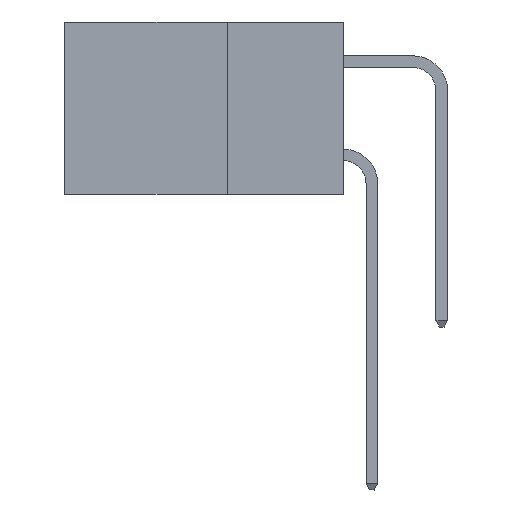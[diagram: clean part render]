
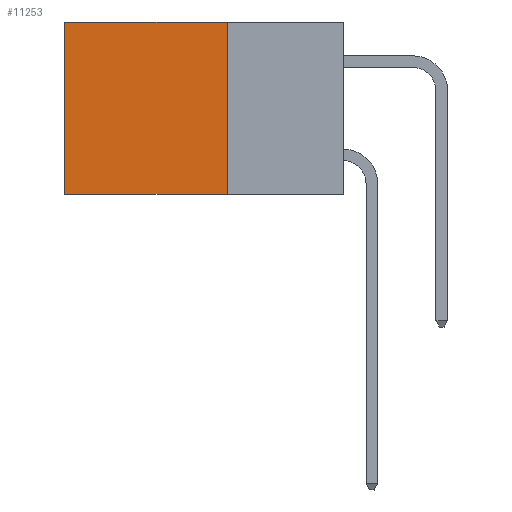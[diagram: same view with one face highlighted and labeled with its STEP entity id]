
A CAD part, left-side view. The second image highlights one B-rep face of the part: STEP entity #11253.
In plain terms, the highlighted planar face has unit normal (-1, 0, 0).
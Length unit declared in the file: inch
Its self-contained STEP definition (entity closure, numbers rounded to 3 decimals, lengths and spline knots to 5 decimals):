
#277 = LINE ( 'NONE', #3896, #4085 ) ;
#563 = VECTOR ( 'NONE', #9318, 39.37008 ) ;
#683 = ORIENTED_EDGE ( 'NONE', *, *, #9218, .F. ) ;
#759 = PLANE ( 'NONE',  #2925 ) ;
#1869 = VERTEX_POINT ( 'NONE', #2598 ) ;
#2598 = CARTESIAN_POINT ( 'NONE',  ( 0.298, 0.6, 0. ) ) ;
#2925 = AXIS2_PLACEMENT_3D ( 'NONE', #11965, #7424, #11761 ) ;
#2978 = CARTESIAN_POINT ( 'NONE',  ( 0.298, 0.25, -0.37 ) ) ;
#3542 = CARTESIAN_POINT ( 'NONE',  ( 0.298, 0.25, 0. ) ) ;
#3896 = CARTESIAN_POINT ( 'NONE',  ( 0.298, 0.6, 0. ) ) ;
#4038 = CARTESIAN_POINT ( 'NONE',  ( 0.298, 0.25, 0. ) ) ;
#4078 = FACE_OUTER_BOUND ( 'NONE', #11275, .T. ) ;
#4085 = VECTOR ( 'NONE', #7835, 39.37008 ) ;
#5366 = CARTESIAN_POINT ( 'NONE',  ( 0.298, 0.25, -0.37 ) ) ;
#5544 = VECTOR ( 'NONE', #8159, 39.37008 ) ;
#6163 = VERTEX_POINT ( 'NONE', #2978 ) ;
#6185 = VERTEX_POINT ( 'NONE', #6226 ) ;
#6226 = CARTESIAN_POINT ( 'NONE',  ( 0.298, 0.25, 0. ) ) ;
#7301 = EDGE_CURVE ( 'NONE', #1869, #11912, #277, .T. ) ;
#7408 = ORIENTED_EDGE ( 'NONE', *, *, #10818, .F. ) ;
#7424 = DIRECTION ( 'NONE',  ( 1., 0., 0. ) ) ;
#7740 = LINE ( 'NONE', #3542, #10411 ) ;
#7835 = DIRECTION ( 'NONE',  ( 0., 0., -1. ) ) ;
#8063 = LINE ( 'NONE', #4038, #5544 ) ;
#8159 = DIRECTION ( 'NONE',  ( 0., 0., -1. ) ) ;
#8944 = LINE ( 'NONE', #5366, #563 ) ;
#9095 = CARTESIAN_POINT ( 'NONE',  ( 0.298, 0.6, -0.37 ) ) ;
#9218 = EDGE_CURVE ( 'NONE', #6185, #6163, #8063, .T. ) ;
#9243 = ORIENTED_EDGE ( 'NONE', *, *, #7301, .T. ) ;
#9318 = DIRECTION ( 'NONE',  ( 0., 1., 0. ) ) ;
#9494 = EDGE_CURVE ( 'NONE', #6185, #1869, #7740, .T. ) ;
#10411 = VECTOR ( 'NONE', #10571, 39.37008 ) ;
#10571 = DIRECTION ( 'NONE',  ( 0., 1., 0. ) ) ;
#10818 = EDGE_CURVE ( 'NONE', #6163, #11912, #8944, .T. ) ;
#11253 = ADVANCED_FACE ( 'NONE', ( #4078 ), #759, .F. ) ;
#11275 = EDGE_LOOP ( 'NONE', ( #9243, #7408, #683, #12320 ) ) ;
#11761 = DIRECTION ( 'NONE',  ( 0., 0., -1. ) ) ;
#11912 = VERTEX_POINT ( 'NONE', #9095 ) ;
#11965 = CARTESIAN_POINT ( 'NONE',  ( 0.298, 0.25, 0. ) ) ;
#12320 = ORIENTED_EDGE ( 'NONE', *, *, #9494, .T. ) ;
